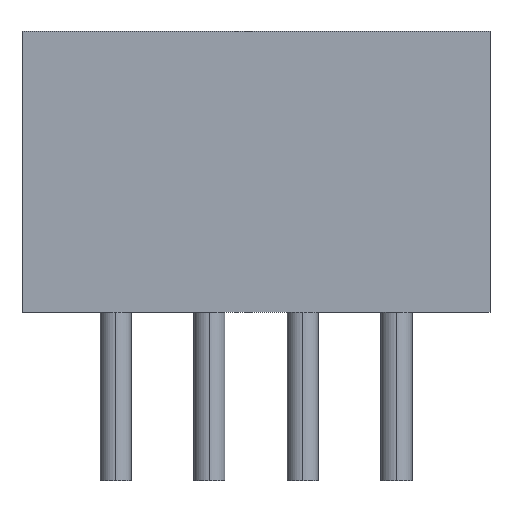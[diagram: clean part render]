
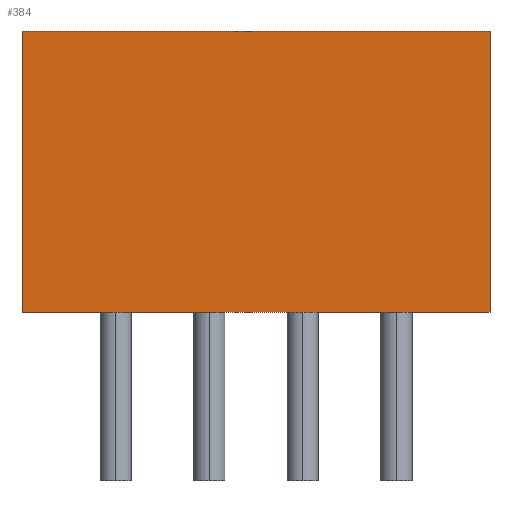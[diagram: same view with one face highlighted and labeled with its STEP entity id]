
A CAD part, front view. The second image highlights one B-rep face of the part: STEP entity #384.
In plain terms, the highlighted planar face has unit normal (0, -1, 0).
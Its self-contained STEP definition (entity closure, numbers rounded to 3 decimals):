
#164 = VERTEX_POINT('',#165);
#165 = CARTESIAN_POINT('',(3.75,-2.25,0.1));
#171 = EDGE_CURVE('',#172,#164,#174,.T.);
#172 = VERTEX_POINT('',#173);
#173 = CARTESIAN_POINT('',(-3.75,-2.25,0.1));
#174 = LINE('',#175,#176);
#175 = CARTESIAN_POINT('',(-3.75,-2.25,0.1));
#176 = VECTOR('',#177,1.);
#177 = DIRECTION('',(1.,0.,0.));
#234 = EDGE_CURVE('',#172,#235,#237,.T.);
#235 = VERTEX_POINT('',#236);
#236 = CARTESIAN_POINT('',(-3.75,-2.25,4.6));
#237 = LINE('',#238,#239);
#238 = CARTESIAN_POINT('',(-3.75,-2.25,0.1));
#239 = VECTOR('',#240,1.);
#240 = DIRECTION('',(0.,0.,1.));
#384 = ADVANCED_FACE('',(#385),#403,.F.);
#385 = FACE_BOUND('',#386,.T.);
#386 = EDGE_LOOP('',(#387,#395,#401,#402));
#387 = ORIENTED_EDGE('',*,*,#388,.T.);
#388 = EDGE_CURVE('',#164,#389,#391,.T.);
#389 = VERTEX_POINT('',#390);
#390 = CARTESIAN_POINT('',(3.75,-2.25,4.6));
#391 = LINE('',#392,#393);
#392 = CARTESIAN_POINT('',(3.75,-2.25,0.1));
#393 = VECTOR('',#394,1.);
#394 = DIRECTION('',(0.,0.,1.));
#395 = ORIENTED_EDGE('',*,*,#396,.F.);
#396 = EDGE_CURVE('',#235,#389,#397,.T.);
#397 = LINE('',#398,#399);
#398 = CARTESIAN_POINT('',(-3.75,-2.25,4.6));
#399 = VECTOR('',#400,1.);
#400 = DIRECTION('',(1.,0.,0.));
#401 = ORIENTED_EDGE('',*,*,#234,.F.);
#402 = ORIENTED_EDGE('',*,*,#171,.T.);
#403 = PLANE('',#404);
#404 = AXIS2_PLACEMENT_3D('',#405,#406,#407);
#405 = CARTESIAN_POINT('',(-3.75,-2.25,0.1));
#406 = DIRECTION('',(0.,1.,0.));
#407 = DIRECTION('',(0.,0.,-1.));
